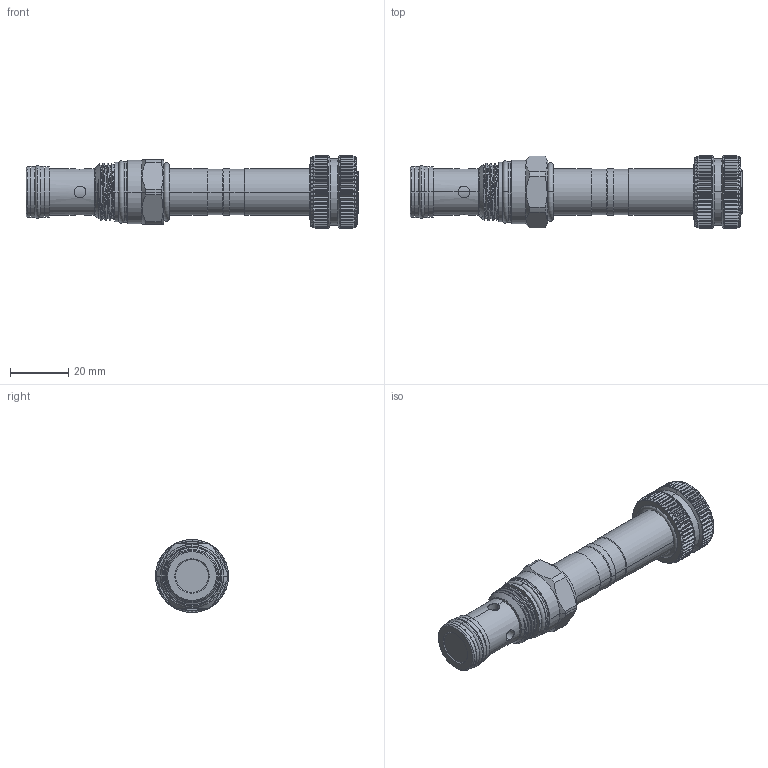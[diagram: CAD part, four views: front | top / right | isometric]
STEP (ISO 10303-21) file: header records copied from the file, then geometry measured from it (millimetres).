
FILE_DESCRIPTION (( 'STEP AP203' ), '1' );
FILE_NAME ('EP13A2C52P04.STEP', '2020-04-08T01:48:42', ( '' ), ( '' ), 'SwSTEP 2.0', 'SolidWorks 2018', '' );
FILE_SCHEMA (( 'CONFIG_CONTROL_DESIGN' ));
Length unit declared in the file: millimetre
Products named in the file (1): EP13A2C52P04
Bounding box: 113.7 x 25 x 25 mm (x, y, z)
Volume: 30324 mm3; surface area: 10337 mm2
Topology: 2 solids, 2 shells, 1017 faces, 2674 edges, 1691 vertices
Faces by surface type: plane 440, cylinder 405, cone 149, torus 12, bspline 11
Entity records: 37184 total; most frequent: CARTESIAN_POINT 12872, ORIENTED_EDGE 5348, DIRECTION 4790, EDGE_CURVE 2674, AXIS2_PLACEMENT_3D 1848, VERTEX_POINT 1691, LINE 1094, VECTOR 1094
